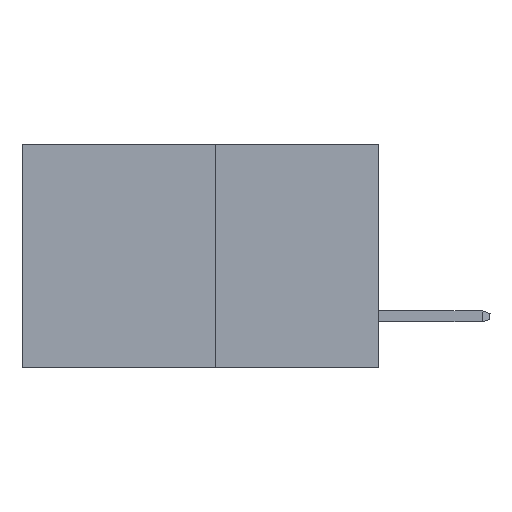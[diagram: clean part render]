
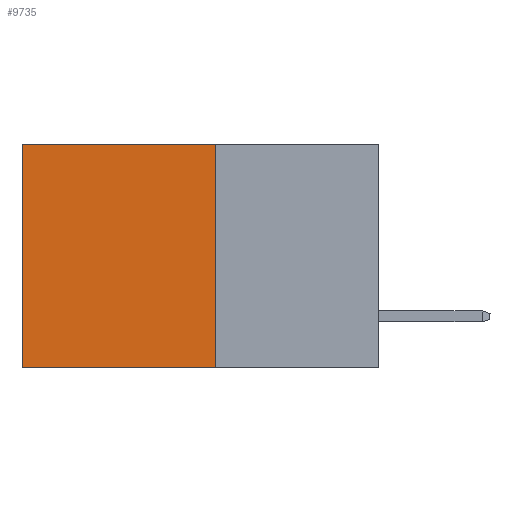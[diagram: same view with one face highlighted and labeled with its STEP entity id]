
A CAD part, left-side view. The second image highlights one B-rep face of the part: STEP entity #9735.
In plain terms, the highlighted planar face has unit normal (-1, 0, 0).
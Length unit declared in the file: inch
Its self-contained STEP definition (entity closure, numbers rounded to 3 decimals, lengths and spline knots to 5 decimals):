
#57 = CARTESIAN_POINT ( 'NONE',  ( 0.277, 0.59, 0. ) ) ;
#131 = VECTOR ( 'NONE', #3643, 39.37008 ) ;
#473 = LINE ( 'NONE', #3724, #131 ) ;
#477 = PLANE ( 'NONE',  #8729 ) ;
#2384 = CARTESIAN_POINT ( 'NONE',  ( 0.277, 0.59, -0.37 ) ) ;
#2562 = DIRECTION ( 'NONE',  ( 1., 0., 0. ) ) ;
#3183 = EDGE_CURVE ( 'NONE', #9742, #7874, #7501, .T. ) ;
#3532 = EDGE_LOOP ( 'NONE', ( #4969, #9841, #9740, #9749 ) ) ;
#3643 = DIRECTION ( 'NONE',  ( 0., 0., -1. ) ) ;
#3724 = CARTESIAN_POINT ( 'NONE',  ( 0.277, 0.27, -0.37 ) ) ;
#3834 = DIRECTION ( 'NONE',  ( 0., 1., 0. ) ) ;
#4042 = EDGE_CURVE ( 'NONE', #10196, #9742, #473, .T. ) ;
#4187 = VECTOR ( 'NONE', #5114, 39.37008 ) ;
#4436 = CARTESIAN_POINT ( 'NONE',  ( 0.277, 0.27, -0.37 ) ) ;
#4493 = VECTOR ( 'NONE', #10104, 39.37008 ) ;
#4969 = ORIENTED_EDGE ( 'NONE', *, *, #8180, .T. ) ;
#5114 = DIRECTION ( 'NONE',  ( 0., 0., -1. ) ) ;
#6021 = FACE_OUTER_BOUND ( 'NONE', #3532, .T. ) ;
#6648 = CARTESIAN_POINT ( 'NONE',  ( 0.277, 0.27, 0. ) ) ;
#7108 = CARTESIAN_POINT ( 'NONE',  ( 0.277, 0.27, -0.37 ) ) ;
#7372 = EDGE_CURVE ( 'NONE', #10196, #9384, #8917, .T. ) ;
#7501 = LINE ( 'NONE', #4436, #9767 ) ;
#7874 = VERTEX_POINT ( 'NONE', #2384 ) ;
#7877 = CARTESIAN_POINT ( 'NONE',  ( 0.277, 0.27, -0.37 ) ) ;
#8180 = EDGE_CURVE ( 'NONE', #9384, #7874, #8906, .T. ) ;
#8703 = DIRECTION ( 'NONE',  ( 0., 0., -1. ) ) ;
#8729 = AXIS2_PLACEMENT_3D ( 'NONE', #7877, #2562, #8703 ) ;
#8906 = LINE ( 'NONE', #9157, #4187 ) ;
#8917 = LINE ( 'NONE', #10218, #4493 ) ;
#9157 = CARTESIAN_POINT ( 'NONE',  ( 0.277, 0.59, -0.37 ) ) ;
#9384 = VERTEX_POINT ( 'NONE', #57 ) ;
#9735 = ADVANCED_FACE ( 'NONE', ( #6021 ), #477, .F. ) ;
#9740 = ORIENTED_EDGE ( 'NONE', *, *, #4042, .F. ) ;
#9742 = VERTEX_POINT ( 'NONE', #7108 ) ;
#9749 = ORIENTED_EDGE ( 'NONE', *, *, #7372, .T. ) ;
#9767 = VECTOR ( 'NONE', #3834, 39.37008 ) ;
#9841 = ORIENTED_EDGE ( 'NONE', *, *, #3183, .F. ) ;
#10104 = DIRECTION ( 'NONE',  ( 0., 1., 0. ) ) ;
#10196 = VERTEX_POINT ( 'NONE', #6648 ) ;
#10218 = CARTESIAN_POINT ( 'NONE',  ( 0.277, 0.27, 0. ) ) ;
